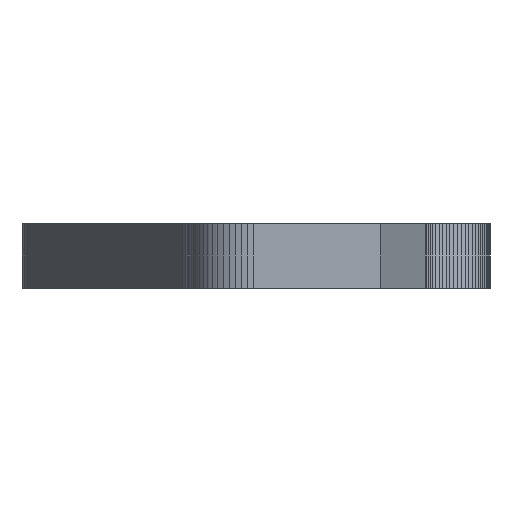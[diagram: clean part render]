
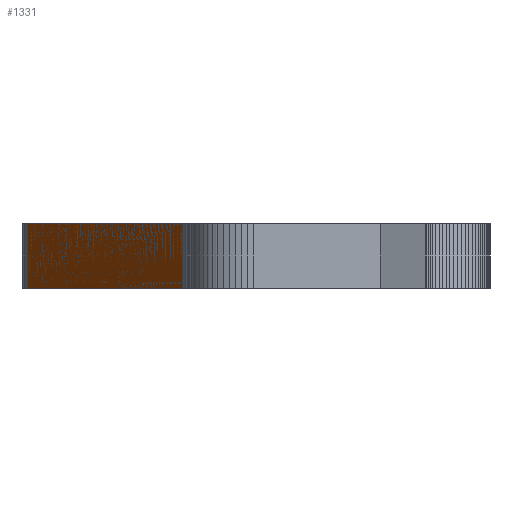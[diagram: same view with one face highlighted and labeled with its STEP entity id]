
A CAD part, front view. The second image highlights one B-rep face of the part: STEP entity #1331.
In plain terms, the highlighted planar face has unit normal (-0.914, -0.406, 0).
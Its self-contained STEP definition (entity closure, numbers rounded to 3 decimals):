
#215 = DIRECTION ( 'NONE',  ( 0., 0., 1. ) ) ;
#276 = ORIENTED_EDGE ( 'NONE', *, *, #3511, .F. ) ;
#465 = EDGE_CURVE ( 'NONE', #7038, #9790, #3276, .T. ) ;
#807 = ORIENTED_EDGE ( 'NONE', *, *, #465, .T. ) ;
#1005 = PLANE ( 'NONE',  #6279 ) ;
#1331 = ADVANCED_FACE ( 'NONE', ( #4508 ), #1005, .T. ) ;
#1465 = ORIENTED_EDGE ( 'NONE', *, *, #3581, .T. ) ;
#1904 = CARTESIAN_POINT ( 'NONE',  ( 254.855, 488.345, -123.956 ) ) ;
#2013 = VERTEX_POINT ( 'NONE', #9716 ) ;
#2255 = CARTESIAN_POINT ( 'NONE',  ( 254.855, 488.345, -118.956 ) ) ;
#3164 = DIRECTION ( 'NONE',  ( 0.406, -0.914, 0. ) ) ;
#3276 = LINE ( 'NONE', #11058, #10139 ) ;
#3511 = EDGE_CURVE ( 'NONE', #2013, #7781, #10655, .T. ) ;
#3581 = EDGE_CURVE ( 'NONE', #2013, #7038, #7146, .T. ) ;
#3728 = DIRECTION ( 'NONE',  ( 0.406, -0.914, 0. ) ) ;
#3910 = CARTESIAN_POINT ( 'NONE',  ( 244.156, 512.419, -123.956 ) ) ;
#4508 = FACE_OUTER_BOUND ( 'NONE', #7204, .T. ) ;
#4661 = ORIENTED_EDGE ( 'NONE', *, *, #7182, .F. ) ;
#6072 = VECTOR ( 'NONE', #3164, 1000. ) ;
#6279 = AXIS2_PLACEMENT_3D ( 'NONE', #1904, #9079, #3728 ) ;
#6744 = CARTESIAN_POINT ( 'NONE',  ( 244.156, 512.419, -118.956 ) ) ;
#7038 = VERTEX_POINT ( 'NONE', #8360 ) ;
#7146 = LINE ( 'NONE', #3910, #9510 ) ;
#7182 = EDGE_CURVE ( 'NONE', #7781, #9790, #11128, .T. ) ;
#7204 = EDGE_LOOP ( 'NONE', ( #4661, #276, #1465, #807 ) ) ;
#7781 = VERTEX_POINT ( 'NONE', #6744 ) ;
#8327 = CARTESIAN_POINT ( 'NONE',  ( 256.114, 485.512, -118.956 ) ) ;
#8360 = CARTESIAN_POINT ( 'NONE',  ( 256.114, 485.512, -123.956 ) ) ;
#8383 = DIRECTION ( 'NONE',  ( 0.406, -0.914, 0. ) ) ;
#9079 = DIRECTION ( 'NONE',  ( -0.914, -0.406, 0. ) ) ;
#9510 = VECTOR ( 'NONE', #8383, 1000. ) ;
#9716 = CARTESIAN_POINT ( 'NONE',  ( 244.156, 512.419, -123.956 ) ) ;
#9790 = VERTEX_POINT ( 'NONE', #8327 ) ;
#10139 = VECTOR ( 'NONE', #11022, 1000. ) ;
#10372 = VECTOR ( 'NONE', #215, 1000. ) ;
#10655 = LINE ( 'NONE', #10968, #10372 ) ;
#10968 = CARTESIAN_POINT ( 'NONE',  ( 244.156, 512.419, -123.956 ) ) ;
#11022 = DIRECTION ( 'NONE',  ( 0., 0., 1. ) ) ;
#11058 = CARTESIAN_POINT ( 'NONE',  ( 256.114, 485.512, -123.956 ) ) ;
#11128 = LINE ( 'NONE', #2255, #6072 ) ;
